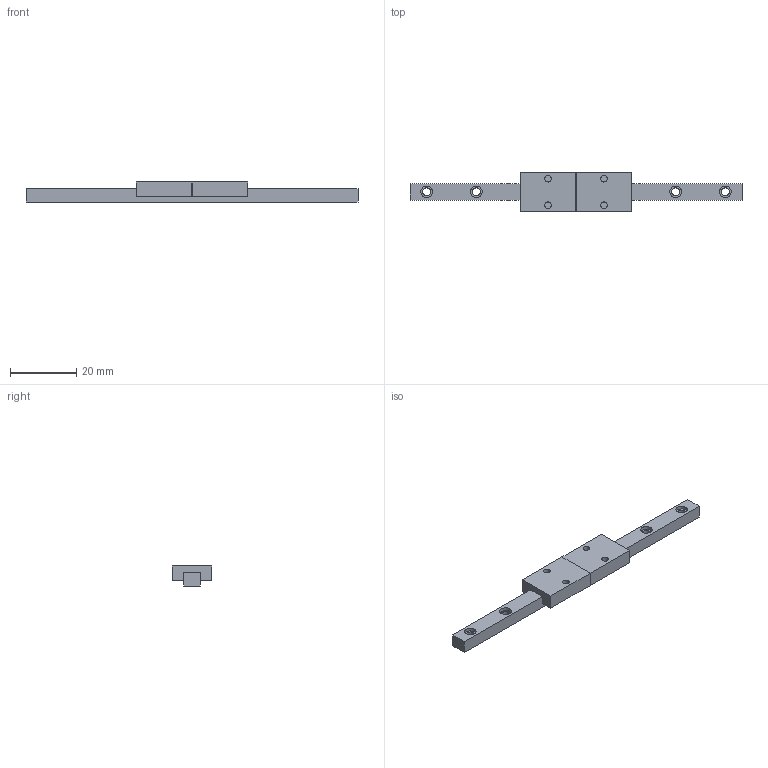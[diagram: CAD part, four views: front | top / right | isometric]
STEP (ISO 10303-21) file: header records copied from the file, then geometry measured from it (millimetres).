
FILE_DESCRIPTION(/* description */ (''),/* implementation_level */ '2;1');
FILE_NAME(/* name */ 'ref_SSE2B6-100.step',/* time_stamp */ '2023-11-03T00:22:49+09:00',/* author */ (''),/* organization */ (''),/* preprocessor_version */ 'ST-DEVELOPER v20',/* originating_system */ 'Autodesk Translation Framework v12.14.0.127',/* authorisation */ '');
FILE_SCHEMA (('AUTOMOTIVE_DESIGN { 1 0 10303 214 3 1 1 }'));
Length unit declared in the file: millimetre
Products named in the file (3): ref_SSE2B6-100; ref_SSE2B6-100_rail_100mm; ref_SSE2B6-100_base
Assembly tree (3 placements, depth 2):
  ref_SSE2B6-100
    ref_SSE2B6-100_rail_100mm
    ref_SSE2B6-100_base  x2
Bounding box: 100 x 12 x 6.03 mm (x, y, z)
Volume: 3203 mm3; surface area: 3512.8 mm2
Topology: 3 solids, 3 shells, 55 faces, 114 edges, 76 vertices
Faces by surface type: plane 37, cylinder 18
Full cylindrical faces by diameter (mm): 2 x4, 2.4 x7, 3.5 x7
Entity records: 1211 total; most frequent: DIRECTION 210, CARTESIAN_POINT 187, ORIENTED_EDGE 168, EDGE_CURVE 84, AXIS2_PLACEMENT_3D 79, EDGE_LOOP 64, VERTEX_POINT 56, LINE 52
